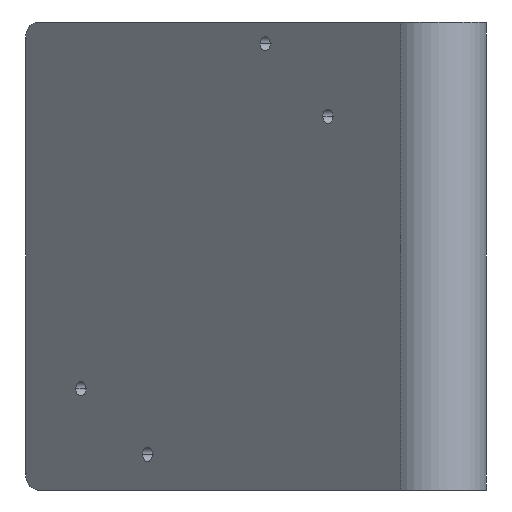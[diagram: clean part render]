
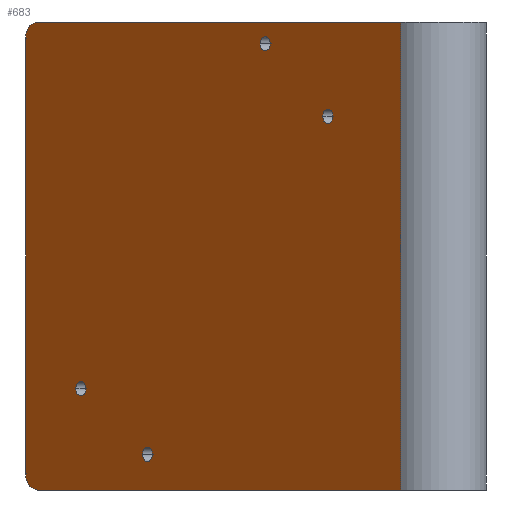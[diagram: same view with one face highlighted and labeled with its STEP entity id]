
A CAD part, left-side view. The second image highlights one B-rep face of the part: STEP entity #683.
In plain terms, the highlighted planar face has unit normal (-0.707, 0.707, 0).
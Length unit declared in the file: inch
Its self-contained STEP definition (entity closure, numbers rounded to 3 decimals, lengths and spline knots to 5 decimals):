
#22=DIRECTION('',(-0.707,-0.707,0.));
#23=VECTOR('',#22,3.84293);
#24=CARTESIAN_POINT('',(3.35874,3.35877,-1.75));
#25=LINE('',#24,#23);
#97=DIRECTION('',(0.,0.,1.));
#98=VECTOR('',#97,3.5);
#99=CARTESIAN_POINT('',(0.64087,0.64192,-1.75));
#100=LINE('',#99,#98);
#101=CARTESIAN_POINT('',(3.35875,3.35876,-1.625));
#102=DIRECTION('',(-0.707,0.707,0.));
#103=DIRECTION('',(0.707,0.707,0.));
#104=AXIS2_PLACEMENT_3D('',#101,#102,#103);
#106=DIRECTION('',(0.,0.,1.));
#107=VECTOR('',#106,3.25);
#108=CARTESIAN_POINT('',(3.44715,3.44715,-1.625));
#109=LINE('',#108,#107);
#110=CARTESIAN_POINT('',(3.35875,3.35876,1.625));
#111=DIRECTION('',(-0.707,0.707,0.));
#112=DIRECTION('',(0.,0.,1.));
#113=AXIS2_PLACEMENT_3D('',#110,#111,#112);
#115=CARTESIAN_POINT('',(1.18539,1.18624,1.044));
#116=DIRECTION('',(-0.707,0.707,0.));
#117=DIRECTION('',(0.707,0.707,0.));
#118=AXIS2_PLACEMENT_3D('',#115,#116,#117);
#120=CARTESIAN_POINT('',(1.18539,1.18624,1.044));
#121=DIRECTION('',(-0.707,0.707,0.));
#122=DIRECTION('',(-0.707,-0.707,0.));
#123=AXIS2_PLACEMENT_3D('',#120,#121,#122);
#125=CARTESIAN_POINT('',(1.65429,1.65497,1.587));
#126=DIRECTION('',(-0.707,0.707,0.));
#127=DIRECTION('',(0.707,0.707,0.));
#128=AXIS2_PLACEMENT_3D('',#125,#126,#127);
#130=CARTESIAN_POINT('',(1.65429,1.65497,1.587));
#131=DIRECTION('',(-0.707,0.707,0.));
#132=DIRECTION('',(-0.707,-0.707,0.));
#133=AXIS2_PLACEMENT_3D('',#130,#131,#132);
#135=CARTESIAN_POINT('',(2.53551,2.53586,-1.483));
#136=DIRECTION('',(-0.707,0.707,0.));
#137=DIRECTION('',(0.707,0.707,0.));
#138=AXIS2_PLACEMENT_3D('',#135,#136,#137);
#140=CARTESIAN_POINT('',(2.53551,2.53586,-1.483));
#141=DIRECTION('',(-0.707,0.707,0.));
#142=DIRECTION('',(-0.707,-0.707,0.));
#143=AXIS2_PLACEMENT_3D('',#140,#141,#142);
#145=CARTESIAN_POINT('',(3.03341,3.03357,-0.992));
#146=DIRECTION('',(-0.707,0.707,0.));
#147=DIRECTION('',(0.707,0.707,0.));
#148=AXIS2_PLACEMENT_3D('',#145,#146,#147);
#150=CARTESIAN_POINT('',(3.03341,3.03357,-0.992));
#151=DIRECTION('',(-0.707,0.707,0.));
#152=DIRECTION('',(-0.707,-0.707,0.));
#153=AXIS2_PLACEMENT_3D('',#150,#151,#152);
#300=DIRECTION('',(-0.707,-0.707,0.));
#301=VECTOR('',#300,3.84293);
#302=CARTESIAN_POINT('',(3.35874,3.35877,1.75));
#303=LINE('',#302,#301);
#417=CARTESIAN_POINT('',(0.64087,0.64192,-1.75));
#419=VERTEX_POINT('',#417);
#425=CARTESIAN_POINT('',(0.64087,0.64192,1.75));
#427=VERTEX_POINT('',#425);
#481=CARTESIAN_POINT('',(1.22323,1.22407,1.044));
#482=CARTESIAN_POINT('',(1.14756,1.14842,1.044));
#483=VERTEX_POINT('',#481);
#484=VERTEX_POINT('',#482);
#489=CARTESIAN_POINT('',(1.69213,1.69279,1.587));
#490=CARTESIAN_POINT('',(1.61646,1.61714,1.587));
#491=VERTEX_POINT('',#489);
#492=VERTEX_POINT('',#490);
#497=CARTESIAN_POINT('',(2.57335,2.57368,-1.483));
#498=CARTESIAN_POINT('',(2.49768,2.49803,-1.483));
#499=VERTEX_POINT('',#497);
#500=VERTEX_POINT('',#498);
#505=CARTESIAN_POINT('',(3.07125,3.07139,-0.992));
#506=CARTESIAN_POINT('',(2.99557,2.99574,-0.992));
#507=VERTEX_POINT('',#505);
#508=VERTEX_POINT('',#506);
#529=CARTESIAN_POINT('',(3.44715,3.44715,-1.625));
#530=VERTEX_POINT('',#529);
#531=CARTESIAN_POINT('',(3.35875,3.35876,-1.75));
#532=VERTEX_POINT('',#531);
#533=CARTESIAN_POINT('',(3.35875,3.35876,1.75));
#534=CARTESIAN_POINT('',(3.44714,3.44715,1.625));
#535=VERTEX_POINT('',#533);
#536=VERTEX_POINT('',#534);
#642=CARTESIAN_POINT('',(3.44715,3.44715,-1.75));
#643=DIRECTION('',(-0.707,0.707,0.));
#644=DIRECTION('',(-0.707,-0.707,0.));
#645=AXIS2_PLACEMENT_3D('',#642,#643,#644);
#646=PLANE('',#645);
#648=ORIENTED_EDGE('',*,*,#647,.F.);
#650=ORIENTED_EDGE('',*,*,#649,.T.);
#652=ORIENTED_EDGE('',*,*,#651,.F.);
#654=ORIENTED_EDGE('',*,*,#653,.T.);
#655=ORIENTED_EDGE('',*,*,#634,.F.);
#656=ORIENTED_EDGE('',*,*,#556,.F.);
#657=EDGE_LOOP('',(#648,#650,#652,#654,#655,#656));
#658=FACE_OUTER_BOUND('',#657,.F.);
#660=ORIENTED_EDGE('',*,*,#659,.T.);
#662=ORIENTED_EDGE('',*,*,#661,.T.);
#663=EDGE_LOOP('',(#660,#662));
#664=FACE_BOUND('',#663,.F.);
#666=ORIENTED_EDGE('',*,*,#665,.T.);
#668=ORIENTED_EDGE('',*,*,#667,.T.);
#669=EDGE_LOOP('',(#666,#668));
#670=FACE_BOUND('',#669,.F.);
#672=ORIENTED_EDGE('',*,*,#671,.T.);
#674=ORIENTED_EDGE('',*,*,#673,.T.);
#675=EDGE_LOOP('',(#672,#674));
#676=FACE_BOUND('',#675,.F.);
#678=ORIENTED_EDGE('',*,*,#677,.T.);
#680=ORIENTED_EDGE('',*,*,#679,.T.);
#681=EDGE_LOOP('',(#678,#680));
#682=FACE_BOUND('',#681,.F.);
#683=ADVANCED_FACE('',(#658,#664,#670,#676,#682),#646,.T.);
#105=CIRCLE('',#104,0.125);
#114=CIRCLE('',#113,0.125);
#119=CIRCLE('',#118,0.0535);
#124=CIRCLE('',#123,0.0535);
#129=CIRCLE('',#128,0.0535);
#134=CIRCLE('',#133,0.0535);
#139=CIRCLE('',#138,0.0535);
#144=CIRCLE('',#143,0.0535);
#149=CIRCLE('',#148,0.0535);
#154=CIRCLE('',#153,0.0535);
#556=EDGE_CURVE('',#532,#419,#25,.T.);
#634=EDGE_CURVE('',#419,#427,#100,.T.);
#647=EDGE_CURVE('',#530,#532,#105,.T.);
#649=EDGE_CURVE('',#530,#536,#109,.T.);
#651=EDGE_CURVE('',#535,#536,#114,.T.);
#653=EDGE_CURVE('',#535,#427,#303,.T.);
#659=EDGE_CURVE('',#483,#484,#119,.T.);
#661=EDGE_CURVE('',#484,#483,#124,.T.);
#665=EDGE_CURVE('',#491,#492,#129,.T.);
#667=EDGE_CURVE('',#492,#491,#134,.T.);
#671=EDGE_CURVE('',#499,#500,#139,.T.);
#673=EDGE_CURVE('',#500,#499,#144,.T.);
#677=EDGE_CURVE('',#507,#508,#149,.T.);
#679=EDGE_CURVE('',#508,#507,#154,.T.);
